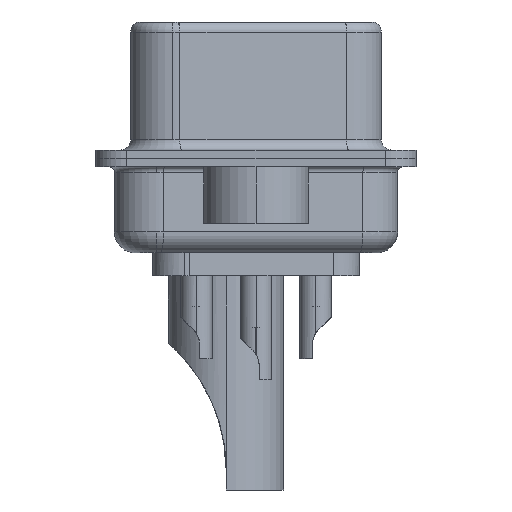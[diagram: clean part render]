
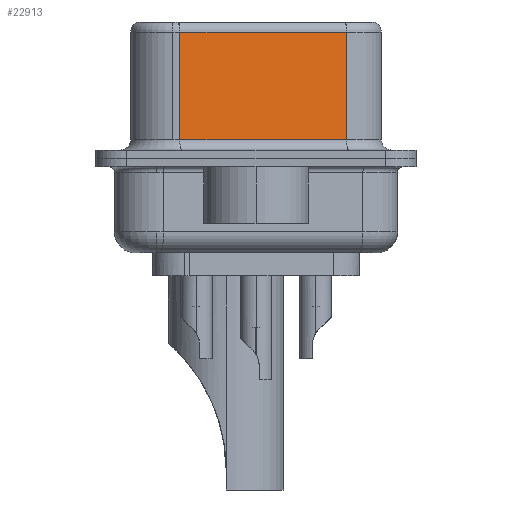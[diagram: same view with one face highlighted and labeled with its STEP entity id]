
A CAD part, left-side view. The second image highlights one B-rep face of the part: STEP entity #22913.
In plain terms, the highlighted planar face has unit normal (-0.985, -0.174, 0).
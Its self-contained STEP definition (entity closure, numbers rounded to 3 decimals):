
#313 = ORIENTED_EDGE ( 'NONE', *, *, #26014, .F. ) ;
#1375 = EDGE_CURVE ( 'NONE', #29983, #20252, #25519, .T. ) ;
#1740 = EDGE_LOOP ( 'NONE', ( #313, #7247, #20760, #18580 ) ) ;
#2185 = CARTESIAN_POINT ( 'NONE',  ( 3.73, 3.628, 6.52 ) ) ;
#2647 = VECTOR ( 'NONE', #4359, 1000. ) ;
#3702 = LINE ( 'NONE', #2185, #13873 ) ;
#4359 = DIRECTION ( 'NONE',  ( -0.174, 0.985, 0. ) ) ;
#4923 = DIRECTION ( 'NONE',  ( 0.174, -0.985, 0. ) ) ;
#5040 = DIRECTION ( 'NONE',  ( -0.174, 0.985, 0. ) ) ;
#7247 = ORIENTED_EDGE ( 'NONE', *, *, #1375, .T. ) ;
#7637 = VECTOR ( 'NONE', #19565, 1000. ) ;
#7794 = EDGE_CURVE ( 'NONE', #20252, #13405, #3702, .T. ) ;
#9278 = CARTESIAN_POINT ( 'NONE',  ( 5.132, -4.322, 0.9 ) ) ;
#10078 = VECTOR ( 'NONE', #4923, 1000. ) ;
#10637 = CARTESIAN_POINT ( 'NONE',  ( 5.132, -4.322, 6.02 ) ) ;
#11013 = EDGE_CURVE ( 'NONE', #13405, #19841, #12619, .T. ) ;
#11543 = DIRECTION ( 'NONE',  ( 0., 0., -1. ) ) ;
#11900 = CARTESIAN_POINT ( 'NONE',  ( 5.132, -4.322, 0.9 ) ) ;
#11917 = CARTESIAN_POINT ( 'NONE',  ( 5.132, -4.322, 6.52 ) ) ;
#12619 = LINE ( 'NONE', #11900, #10078 ) ;
#13405 = VERTEX_POINT ( 'NONE', #21975 ) ;
#13873 = VECTOR ( 'NONE', #11543, 1000. ) ;
#18153 = CARTESIAN_POINT ( 'NONE',  ( 5.132, -4.322, 6.02 ) ) ;
#18580 = ORIENTED_EDGE ( 'NONE', *, *, #11013, .T. ) ;
#18933 = DIRECTION ( 'NONE',  ( 0.985, 0.174, 0. ) ) ;
#19565 = DIRECTION ( 'NONE',  ( 0., 0., -1. ) ) ;
#19656 = CARTESIAN_POINT ( 'NONE',  ( 5.132, -4.322, 6.52 ) ) ;
#19841 = VERTEX_POINT ( 'NONE', #9278 ) ;
#20252 = VERTEX_POINT ( 'NONE', #26887 ) ;
#20760 = ORIENTED_EDGE ( 'NONE', *, *, #7794, .T. ) ;
#21975 = CARTESIAN_POINT ( 'NONE',  ( 3.73, 3.628, 0.9 ) ) ;
#22893 = LINE ( 'NONE', #19656, #7637 ) ;
#22913 = ADVANCED_FACE ( 'NONE', ( #25552 ), #23381, .F. ) ;
#23381 = PLANE ( 'NONE',  #28479 ) ;
#25519 = LINE ( 'NONE', #18153, #2647 ) ;
#25552 = FACE_OUTER_BOUND ( 'NONE', #1740, .T. ) ;
#26014 = EDGE_CURVE ( 'NONE', #29983, #19841, #22893, .T. ) ;
#26887 = CARTESIAN_POINT ( 'NONE',  ( 3.73, 3.628, 6.02 ) ) ;
#28479 = AXIS2_PLACEMENT_3D ( 'NONE', #11917, #18933, #5040 ) ;
#29983 = VERTEX_POINT ( 'NONE', #10637 ) ;
